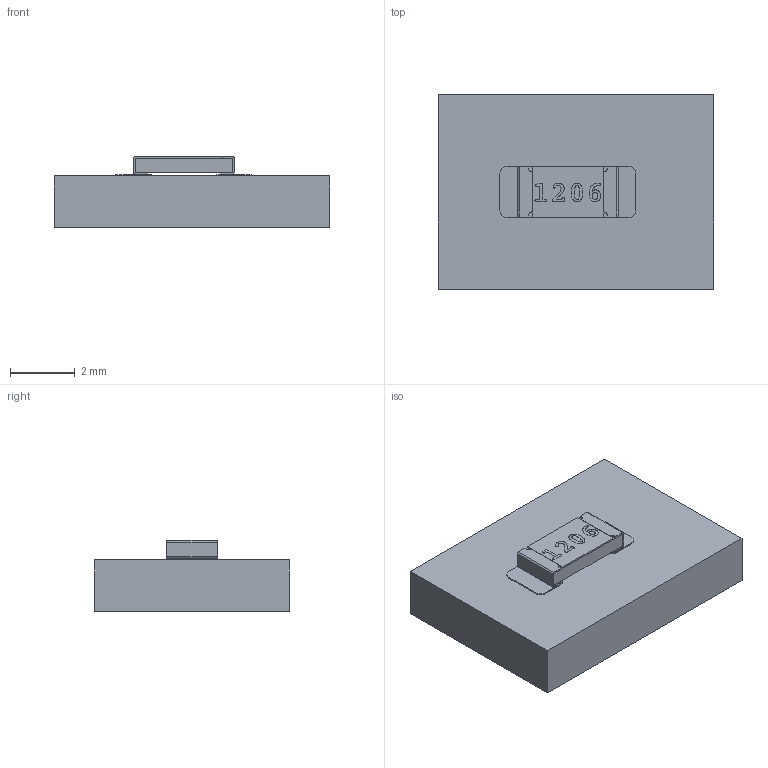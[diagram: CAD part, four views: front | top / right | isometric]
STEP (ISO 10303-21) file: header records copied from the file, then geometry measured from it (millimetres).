
FILE_DESCRIPTION(('KiCad electronic assembly'),'2;1');
FILE_NAME('Royal Ohm - General Purpose Chip Resistors Colortest - KiCad PCB Export.step','2023-07-06T18:02:54',('Pcbnew'),('Kicad'), 'Open CASCADE STEP processor 7.7','KiCad to STEP converter','Unknown' );
FILE_SCHEMA(('AUTOMOTIVE_DESIGN { 1 0 10303 214 1 1 1 1 }'));
Length unit declared in the file: millimetre
Products named in the file (6): Royal Ohm - General Purpose Chip Resistors Colortest - KiCad PCB 
Export 1; Royal Ohm - General Purpose Chip Resistors Colortest - FreeCad Export; COMPOUND; Royal Ohm - General Purpose Chip Resistors Colortest_Copper_Item1; Royal Ohm - General Purpose Chip Resistors Colortest_Copper_Item2; Royal Ohm - General Purpose Chip Resistors Colortest_PCB1
Assembly tree (5 placements, depth 3):
  Royal Ohm - General Purpose Chip Resistors Colortest - KiCad PCB 
Export 1
    Royal Ohm - General Purpose Chip Resistors Colortest - FreeCad Export
      COMPOUND
    Royal Ohm - General Purpose Chip Resistors Colortest_Copper_Item1
    Royal Ohm - General Purpose Chip Resistors Colortest_Copper_Item2
    Royal Ohm - General Purpose Chip Resistors Colortest_PCB1
Bounding box: 8.5 x 6 x 2.2 mm (x, y, z)
Volume: 84.2 mm3; surface area: 185.7 mm2
Topology: 11 solids, 11 shells, 195 faces, 519 edges, 346 vertices
Faces by surface type: plane 118, extrusion 69, cylinder 8
Entity records: 13023 total; most frequent: CARTESIAN_POINT 2866, DIRECTION 1618, VECTOR 1318, LINE 1249, ORIENTED_EDGE 1038, PCURVE 1038, DEFINITIONAL_REPRESENTATION 1038, EDGE_CURVE 519
